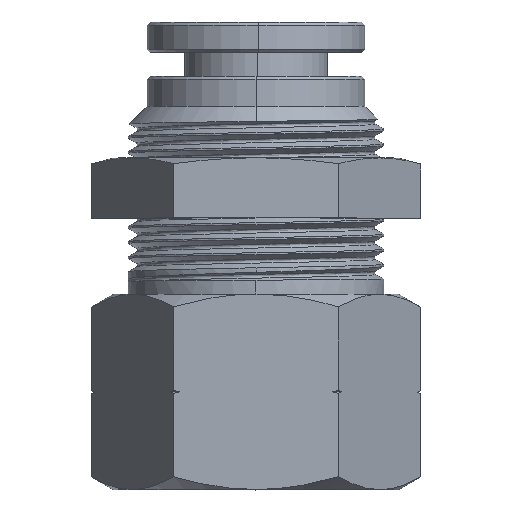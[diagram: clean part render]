
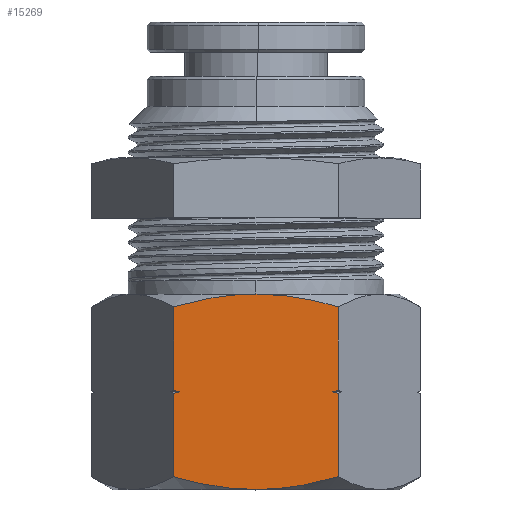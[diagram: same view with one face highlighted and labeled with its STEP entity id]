
A CAD part, top view. The second image highlights one B-rep face of the part: STEP entity #15269.
In plain terms, the highlighted planar face has unit normal (0, 0, 1).
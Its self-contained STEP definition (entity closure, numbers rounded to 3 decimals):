
#541 = EDGE_CURVE ( 'NONE', #15021, #30789, #2894, .T. ) ;
#693 = CARTESIAN_POINT ( 'NONE',  ( 3.699, -3.479, 9.5 ) ) ;
#798 = VERTEX_POINT ( 'NONE', #4694 ) ;
#1405 = CARTESIAN_POINT ( 'NONE',  ( -3.679, -3.475, 9.5 ) ) ;
#1459 = VERTEX_POINT ( 'NONE', #6160 ) ;
#1548 = CARTESIAN_POINT ( 'NONE',  ( 5.21, -9.632, 9.5 ) ) ;
#1569 = CARTESIAN_POINT ( 'NONE',  ( 0., -3.1, 9.5 ) ) ;
#1578 = ORIENTED_EDGE ( 'NONE', *, *, #6797, .T. ) ;
#2416 = CARTESIAN_POINT ( 'NONE',  ( 5.073, -9.6, 9.5 ) ) ;
#2518 = CARTESIAN_POINT ( 'NONE',  ( -5.485, -3.1, 9.5 ) ) ;
#2669 = EDGE_CURVE ( 'NONE', #10014, #10304, #22422, .T. ) ;
#2894 = B_SPLINE_CURVE_WITH_KNOTS ( 'NONE', 3,
 ( #4021, #19543, #1405, #6605, #24817, #9235 ),
 .UNSPECIFIED., .F., .F.,
 ( 4, 2, 4 ),
 ( 0.01, 0.013, 0.016 ),
 .UNSPECIFIED. ) ;
#2984 = CARTESIAN_POINT ( 'NONE',  ( 0., -16.1, 9.5 ) ) ;
#3034 = LINE ( 'NONE', #8394, #9090 ) ;
#3175 = EDGE_CURVE ( 'NONE', #30789, #13578, #8649, .T. ) ;
#3338 = CARTESIAN_POINT ( 'NONE',  ( 5.485, -3.949, 9.5 ) ) ;
#3417 = CARTESIAN_POINT ( 'NONE',  ( 5.485, -3.949, 9.5 ) ) ;
#3454 = CARTESIAN_POINT ( 'NONE',  ( -5.485, -9.5, 9.5 ) ) ;
#3560 = EDGE_CURVE ( 'NONE', #8064, #10014, #32737, .T. ) ;
#4021 = CARTESIAN_POINT ( 'NONE',  ( -5.485, -3.949, 9.5 ) ) ;
#4162 = CARTESIAN_POINT ( 'NONE',  ( 5.485, -9.7, 9.5 ) ) ;
#4175 = CARTESIAN_POINT ( 'NONE',  ( 3.699, -15.721, 9.5 ) ) ;
#4694 = CARTESIAN_POINT ( 'NONE',  ( -5.485, -9.7, 9.5 ) ) ;
#4874 = EDGE_CURVE ( 'NONE', #13578, #8064, #11094, .T. ) ;
#5110 = DIRECTION ( 'NONE',  ( -1., 0., 0. ) ) ;
#6076 = LINE ( 'NONE', #25383, #32941 ) ;
#6160 = CARTESIAN_POINT ( 'NONE',  ( -5.485, -15.251, 9.5 ) ) ;
#6605 = CARTESIAN_POINT ( 'NONE',  ( -1.849, -3.18, 9.5 ) ) ;
#6760 = B_SPLINE_CURVE_WITH_KNOTS ( 'NONE', 3,
 ( #12769, #10161, #33583, #17988 ),
 .UNSPECIFIED., .F., .F.,
 ( 4, 4 ),
 ( 0.007, 0.007 ),
 .UNSPECIFIED. ) ;
#6763 = CARTESIAN_POINT ( 'NONE',  ( 1.865, -16.002, 9.5 ) ) ;
#6797 = EDGE_CURVE ( 'NONE', #15021, #31628, #6076, .T. ) ;
#7184 = DIRECTION ( 'NONE',  ( 0., -1., 0. ) ) ;
#8064 = VERTEX_POINT ( 'NONE', #8904 ) ;
#8139 = CARTESIAN_POINT ( 'NONE',  ( 5.073, -9.6, 9.5 ) ) ;
#8154 = CARTESIAN_POINT ( 'NONE',  ( -3.679, -15.725, 9.5 ) ) ;
#8394 = CARTESIAN_POINT ( 'NONE',  ( 5.485, -3.1, 9.5 ) ) ;
#8649 = B_SPLINE_CURVE_WITH_KNOTS ( 'NONE', 3,
 ( #18734, #24008, #13629, #31826, #16237, #693, #18841, #3338 ),
 .UNSPECIFIED., .F., .F.,
 ( 4, 2, 2, 4 ),
 ( 0.016, 0.017, 0.018, 0.021 ),
 .UNSPECIFIED. ) ;
#8904 = CARTESIAN_POINT ( 'NONE',  ( 5.485, -9.5, 9.5 ) ) ;
#9014 = VECTOR ( 'NONE', #14587, 1000. ) ;
#9090 = VECTOR ( 'NONE', #26588, 1000. ) ;
#9235 = CARTESIAN_POINT ( 'NONE',  ( 0., -3.1, 9.5 ) ) ;
#9252 = CARTESIAN_POINT ( 'NONE',  ( 5.348, -9.666, 9.5 ) ) ;
#9387 = CARTESIAN_POINT ( 'NONE',  ( 0.464, -16.1, 9.5 ) ) ;
#10014 = VERTEX_POINT ( 'NONE', #8139 ) ;
#10101 = CARTESIAN_POINT ( 'NONE',  ( 5.348, -9.534, 9.5 ) ) ;
#10161 = CARTESIAN_POINT ( 'NONE',  ( -5.348, -9.666, 9.5 ) ) ;
#10304 = VERTEX_POINT ( 'NONE', #17538 ) ;
#10365 = EDGE_CURVE ( 'NONE', #798, #29054, #6760, .T. ) ;
#10777 = CARTESIAN_POINT ( 'NONE',  ( -5.485, -15.251, 9.5 ) ) ;
#10919 = EDGE_CURVE ( 'NONE', #10304, #30450, #3034, .T. ) ;
#10926 = ORIENTED_EDGE ( 'NONE', *, *, #3560, .F. ) ;
#11094 = LINE ( 'NONE', #27769, #24942 ) ;
#11411 = CARTESIAN_POINT ( 'NONE',  ( 0., -16.1, 9.5 ) ) ;
#12769 = CARTESIAN_POINT ( 'NONE',  ( -5.485, -9.7, 9.5 ) ) ;
#12949 = EDGE_CURVE ( 'NONE', #29054, #31628, #21693, .T. ) ;
#13046 = B_SPLINE_CURVE_WITH_KNOTS ( 'NONE', 3,
 ( #27224, #14351, #4175, #22348, #6763, #24957, #9387, #27567 ),
 .UNSPECIFIED., .F., .F.,
 ( 4, 2, 2, 4 ),
 ( 0.032, 0.035, 0.036, 0.038 ),
 .UNSPECIFIED. ) ;
#13072 = ORIENTED_EDGE ( 'NONE', *, *, #3175, .F. ) ;
#13448 = EDGE_CURVE ( 'NONE', #21131, #1459, #17558, .T. ) ;
#13578 = VERTEX_POINT ( 'NONE', #3417 ) ;
#13629 = CARTESIAN_POINT ( 'NONE',  ( 0.931, -3.12, 9.5 ) ) ;
#14351 = CARTESIAN_POINT ( 'NONE',  ( 4.598, -15.508, 9.5 ) ) ;
#14476 = CARTESIAN_POINT ( 'NONE',  ( -5.485, -3.1, 9.5 ) ) ;
#14587 = DIRECTION ( 'NONE',  ( 0., -1., 0. ) ) ;
#14899 = DIRECTION ( 'NONE',  ( 0., -1., 0. ) ) ;
#15021 = VERTEX_POINT ( 'NONE', #22289 ) ;
#15269 = ADVANCED_FACE ( 'NONE', ( #29027 ), #15312, .F. ) ;
#15312 = PLANE ( 'NONE',  #19488 ) ;
#15484 = CARTESIAN_POINT ( 'NONE',  ( 5.485, -15.251, 9.5 ) ) ;
#16076 = ORIENTED_EDGE ( 'NONE', *, *, #10365, .F. ) ;
#16083 = EDGE_CURVE ( 'NONE', #30450, #21131, #13046, .T. ) ;
#16237 = CARTESIAN_POINT ( 'NONE',  ( 2.326, -3.256, 9.5 ) ) ;
#17538 = CARTESIAN_POINT ( 'NONE',  ( 5.485, -9.7, 9.5 ) ) ;
#17558 = B_SPLINE_CURVE_WITH_KNOTS ( 'NONE', 3,
 ( #2984, #18481, #23746, #8154, #26352, #10777 ),
 .UNSPECIFIED., .F., .F.,
 ( 4, 2, 4 ),
 ( 0.038, 0.04, 0.043 ),
 .UNSPECIFIED. ) ;
#17936 = CARTESIAN_POINT ( 'NONE',  ( 5.211, -9.568, 9.5 ) ) ;
#17988 = CARTESIAN_POINT ( 'NONE',  ( -5.073, -9.6, 9.5 ) ) ;
#18481 = CARTESIAN_POINT ( 'NONE',  ( -0.928, -16.1, 9.5 ) ) ;
#18665 = ORIENTED_EDGE ( 'NONE', *, *, #12949, .F. ) ;
#18734 = CARTESIAN_POINT ( 'NONE',  ( 0., -3.1, 9.5 ) ) ;
#18841 = CARTESIAN_POINT ( 'NONE',  ( 4.598, -3.692, 9.5 ) ) ;
#18965 = CARTESIAN_POINT ( 'NONE',  ( -5.348, -9.534, 9.5 ) ) ;
#19488 = AXIS2_PLACEMENT_3D ( 'NONE', #2518, #20654, #5110 ) ;
#19543 = CARTESIAN_POINT ( 'NONE',  ( -4.592, -3.691, 9.5 ) ) ;
#19679 = CARTESIAN_POINT ( 'NONE',  ( 5.073, -9.6, 9.5 ) ) ;
#20654 = DIRECTION ( 'NONE',  ( 0., 0., -1. ) ) ;
#20871 = ORIENTED_EDGE ( 'NONE', *, *, #13448, .F. ) ;
#21131 = VERTEX_POINT ( 'NONE', #11411 ) ;
#21534 = CARTESIAN_POINT ( 'NONE',  ( -5.073, -9.6, 9.5 ) ) ;
#21585 = ORIENTED_EDGE ( 'NONE', *, *, #541, .F. ) ;
#21693 = B_SPLINE_CURVE_WITH_KNOTS ( 'NONE', 3,
 ( #31944, #26713, #18965, #3454 ),
 .UNSPECIFIED., .F., .F.,
 ( 4, 4 ),
 ( 0.018, 0.018 ),
 .UNSPECIFIED. ) ;
#21757 = EDGE_LOOP ( 'NONE', ( #18665, #16076, #32828, #20871, #28659, #28598, #24637, #10926, #25035, #13072, #21585, #1578 ) ) ;
#22289 = CARTESIAN_POINT ( 'NONE',  ( -5.485, -3.949, 9.5 ) ) ;
#22348 = CARTESIAN_POINT ( 'NONE',  ( 2.326, -15.944, 9.5 ) ) ;
#22422 = B_SPLINE_CURVE_WITH_KNOTS ( 'NONE', 3,
 ( #19679, #1548, #9252, #4162 ),
 .UNSPECIFIED., .F., .F.,
 ( 4, 4 ),
 ( 0.018, 0.018 ),
 .UNSPECIFIED. ) ;
#22858 = LINE ( 'NONE', #14476, #9014 ) ;
#23746 = CARTESIAN_POINT ( 'NONE',  ( -1.849, -16.02, 9.5 ) ) ;
#24008 = CARTESIAN_POINT ( 'NONE',  ( 0.464, -3.1, 9.5 ) ) ;
#24637 = ORIENTED_EDGE ( 'NONE', *, *, #2669, .F. ) ;
#24817 = CARTESIAN_POINT ( 'NONE',  ( -0.928, -3.1, 9.5 ) ) ;
#24942 = VECTOR ( 'NONE', #14899, 1000. ) ;
#24957 = CARTESIAN_POINT ( 'NONE',  ( 0.931, -16.08, 9.5 ) ) ;
#25035 = ORIENTED_EDGE ( 'NONE', *, *, #4874, .F. ) ;
#25383 = CARTESIAN_POINT ( 'NONE',  ( -5.485, -3.1, 9.5 ) ) ;
#26352 = CARTESIAN_POINT ( 'NONE',  ( -4.592, -15.509, 9.5 ) ) ;
#26476 = CARTESIAN_POINT ( 'NONE',  ( -5.485, -9.5, 9.5 ) ) ;
#26588 = DIRECTION ( 'NONE',  ( 0., -1., 0. ) ) ;
#26713 = CARTESIAN_POINT ( 'NONE',  ( -5.21, -9.568, 9.5 ) ) ;
#27224 = CARTESIAN_POINT ( 'NONE',  ( 5.485, -15.251, 9.5 ) ) ;
#27567 = CARTESIAN_POINT ( 'NONE',  ( 0., -16.1, 9.5 ) ) ;
#27769 = CARTESIAN_POINT ( 'NONE',  ( 5.485, -3.1, 9.5 ) ) ;
#28598 = ORIENTED_EDGE ( 'NONE', *, *, #10919, .F. ) ;
#28659 = ORIENTED_EDGE ( 'NONE', *, *, #16083, .F. ) ;
#29027 = FACE_OUTER_BOUND ( 'NONE', #21757, .T. ) ;
#29054 = VERTEX_POINT ( 'NONE', #21534 ) ;
#30450 = VERTEX_POINT ( 'NONE', #15484 ) ;
#30789 = VERTEX_POINT ( 'NONE', #1569 ) ;
#30917 = CARTESIAN_POINT ( 'NONE',  ( 5.485, -9.5, 9.5 ) ) ;
#31628 = VERTEX_POINT ( 'NONE', #26476 ) ;
#31826 = CARTESIAN_POINT ( 'NONE',  ( 1.865, -3.198, 9.5 ) ) ;
#31944 = CARTESIAN_POINT ( 'NONE',  ( -5.073, -9.6, 9.5 ) ) ;
#32634 = EDGE_CURVE ( 'NONE', #798, #1459, #22858, .T. ) ;
#32737 = B_SPLINE_CURVE_WITH_KNOTS ( 'NONE', 3,
 ( #30917, #10101, #17936, #2416 ),
 .UNSPECIFIED., .F., .F.,
 ( 4, 4 ),
 ( 0.007, 0.007 ),
 .UNSPECIFIED. ) ;
#32828 = ORIENTED_EDGE ( 'NONE', *, *, #32634, .T. ) ;
#32941 = VECTOR ( 'NONE', #7184, 1000. ) ;
#33583 = CARTESIAN_POINT ( 'NONE',  ( -5.211, -9.632, 9.5 ) ) ;
